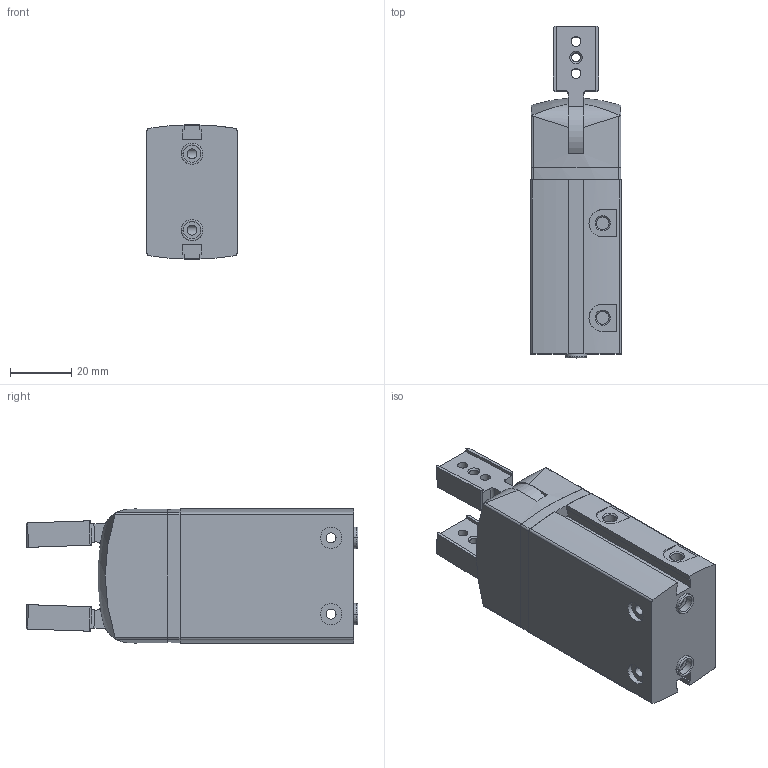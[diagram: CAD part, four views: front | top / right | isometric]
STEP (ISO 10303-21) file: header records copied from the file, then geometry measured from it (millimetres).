
FILE_DESCRIPTION(/* description */ ('STEP AP214'),/* implementation_level */ '2;1');
FILE_NAME(/* name */ '1310163_DHRS-25-A-NC',/* time_stamp */ '2024-08-19T21:17:30+02:00',/* author */ ('License CC BY-ND 4.0'),/* organization */ ('CADENAS'),/* preprocessor_version */ 'ST-DEVELOPER v19.3',/* originating_system */ 'PARTsolutions',/* authorisation */ ' ');
FILE_SCHEMA (('AUTOMOTIVE_DESIGN {1 0 10303 214 3 1 1}'));
Length unit declared in the file: millimetre
Products named in the file (4): 1310163 DHRS-25-A-NC---(0); 1310163 DHRS-25-A-NC---(Geh); 1310163 DHRS-25-A-NC---(Griff); 8146544 ZBH-7-B
Assembly tree (5 placements, depth 2):
  1310163 DHRS-25-A-NC---(0)
    1310163 DHRS-25-A-NC---(Geh)
    1310163 DHRS-25-A-NC---(Griff)  x2
    8146544 ZBH-7-B  x2
Bounding box: 29.5 x 108.74 x 43.94 mm (x, y, z)
Volume: 103279.1 mm3; surface area: 23215.2 mm2
Topology: 5 solids, 5 shells, 183 faces, 468 edges, 308 vertices
Faces by surface type: plane 108, cylinder 64, cone 6, torus 5
Full cylindrical faces by diameter (mm): 3 x2, 3.242 x8, 4.134 x2, 7 x6
Entity records: 5096 total; most frequent: CARTESIAN_POINT 827, DIRECTION 731, ORIENTED_EDGE 682, EDGE_CURVE 341, AXIS2_PLACEMENT_3D 268, VERTEX_POINT 238, LINE 195, VECTOR 195
